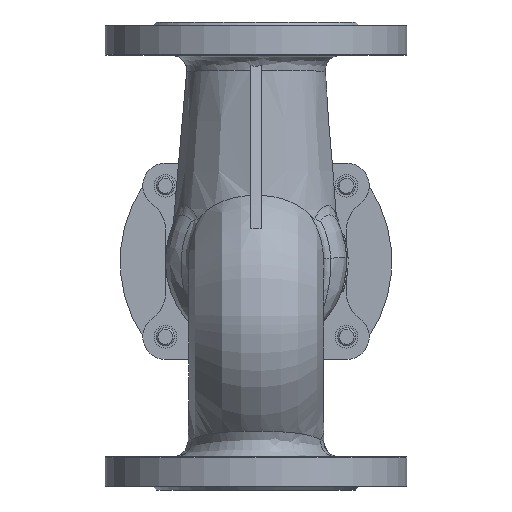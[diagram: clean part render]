
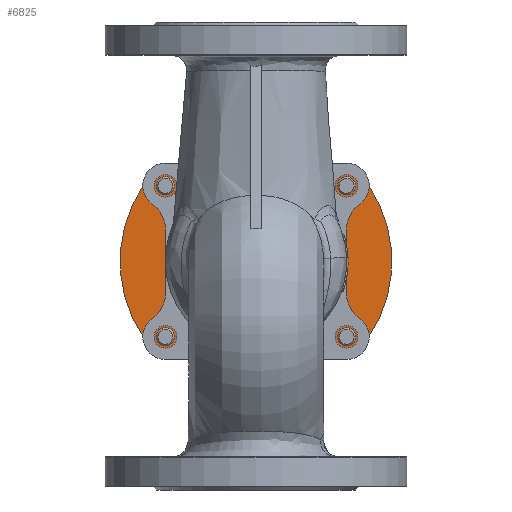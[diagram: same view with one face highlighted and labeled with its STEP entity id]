
A CAD part, front view. The second image highlights one B-rep face of the part: STEP entity #6825.
In plain terms, the highlighted planar face has unit normal (0, -1, 0).
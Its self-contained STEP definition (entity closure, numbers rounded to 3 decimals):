
#246=PLANE('',#7500);
#494=LINE('',#17042,#842);
#495=LINE('',#17044,#843);
#842=VECTOR('',#8748,10.);
#843=VECTOR('',#8751,10.);
#1199=FACE_BOUND('',#1858,.T.);
#1200=FACE_BOUND('',#1859,.T.);
#1201=FACE_BOUND('',#1860,.T.);
#1202=FACE_BOUND('',#1861,.T.);
#1426=FACE_OUTER_BOUND('',#1857,.T.);
#1857=EDGE_LOOP('',(#5244,#5245,#5246,#5247,#5248,#5249,#5250,#5251));
#1858=EDGE_LOOP('',(#5252));
#1859=EDGE_LOOP('',(#5253));
#1860=EDGE_LOOP('',(#5254));
#1861=EDGE_LOOP('',(#5255));
#2273=CIRCLE('',#7489,1.);
#2274=CIRCLE('',#7493,1.);
#2275=CIRCLE('',#7495,1.);
#2276=CIRCLE('',#7497,1.);
#2277=CIRCLE('',#7499,90.);
#2278=CIRCLE('',#7501,90.);
#2279=CIRCLE('',#7502,5.5);
#2280=CIRCLE('',#7503,5.5);
#2281=CIRCLE('',#7504,5.5);
#2282=CIRCLE('',#7505,5.5);
#3006=VERTEX_POINT('',#17010);
#3007=VERTEX_POINT('',#17011);
#3008=VERTEX_POINT('',#17022);
#3009=VERTEX_POINT('',#17023);
#3010=VERTEX_POINT('',#17028);
#3011=VERTEX_POINT('',#17029);
#3012=VERTEX_POINT('',#17034);
#3013=VERTEX_POINT('',#17035);
#3014=VERTEX_POINT('',#17045);
#3015=VERTEX_POINT('',#17047);
#3016=VERTEX_POINT('',#17049);
#3017=VERTEX_POINT('',#17051);
#3797=EDGE_CURVE('',#3006,#3007,#2273,.T.);
#3804=EDGE_CURVE('',#3008,#3009,#2274,.T.);
#3807=EDGE_CURVE('',#3010,#3011,#2275,.T.);
#3810=EDGE_CURVE('',#3012,#3013,#2276,.T.);
#3813=EDGE_CURVE('',#3006,#3009,#2277,.T.);
#3814=EDGE_CURVE('',#3008,#3013,#494,.T.);
#3815=EDGE_CURVE('',#3012,#3011,#2278,.T.);
#3816=EDGE_CURVE('',#3010,#3007,#495,.T.);
#3817=EDGE_CURVE('',#3014,#3014,#2279,.T.);
#3818=EDGE_CURVE('',#3015,#3015,#2280,.T.);
#3819=EDGE_CURVE('',#3016,#3016,#2281,.T.);
#3820=EDGE_CURVE('',#3017,#3017,#2282,.T.);
#5244=ORIENTED_EDGE('',*,*,#3797,.F.);
#5245=ORIENTED_EDGE('',*,*,#3813,.T.);
#5246=ORIENTED_EDGE('',*,*,#3804,.F.);
#5247=ORIENTED_EDGE('',*,*,#3814,.T.);
#5248=ORIENTED_EDGE('',*,*,#3810,.F.);
#5249=ORIENTED_EDGE('',*,*,#3815,.T.);
#5250=ORIENTED_EDGE('',*,*,#3807,.F.);
#5251=ORIENTED_EDGE('',*,*,#3816,.T.);
#5252=ORIENTED_EDGE('',*,*,#3817,.T.);
#5253=ORIENTED_EDGE('',*,*,#3818,.T.);
#5254=ORIENTED_EDGE('',*,*,#3819,.T.);
#5255=ORIENTED_EDGE('',*,*,#3820,.T.);
#6825=ADVANCED_FACE('',(#1426,#1199,#1200,#1201,#1202),#246,.T.);
#7489=AXIS2_PLACEMENT_3D('',#17012,#8712,#8713);
#7493=AXIS2_PLACEMENT_3D('',#17024,#8726,#8727);
#7495=AXIS2_PLACEMENT_3D('',#17030,#8732,#8733);
#7497=AXIS2_PLACEMENT_3D('',#17036,#8738,#8739);
#7499=AXIS2_PLACEMENT_3D('',#17040,#8744,#8745);
#7500=AXIS2_PLACEMENT_3D('',#17041,#8746,#8747);
#7501=AXIS2_PLACEMENT_3D('',#17043,#8749,#8750);
#7502=AXIS2_PLACEMENT_3D('',#17046,#8752,#8753);
#7503=AXIS2_PLACEMENT_3D('',#17048,#8754,#8755);
#7504=AXIS2_PLACEMENT_3D('',#17050,#8756,#8757);
#7505=AXIS2_PLACEMENT_3D('',#17052,#8758,#8759);
#8712=DIRECTION('center_axis',(0.,1.,0.));
#8713=DIRECTION('ref_axis',(0.923,0.,0.385));
#8726=DIRECTION('center_axis',(0.,1.,0.));
#8727=DIRECTION('ref_axis',(-0.923,0.,0.385));
#8732=DIRECTION('center_axis',(0.,1.,0.));
#8733=DIRECTION('ref_axis',(0.923,0.,-0.385));
#8738=DIRECTION('center_axis',(0.,1.,0.));
#8739=DIRECTION('ref_axis',(-0.923,0.,-0.385));
#8744=DIRECTION('center_axis',(0.,-1.,0.));
#8745=DIRECTION('ref_axis',(1.,0.,0.));
#8746=DIRECTION('center_axis',(0.,-1.,0.));
#8747=DIRECTION('ref_axis',(0.,0.,-1.));
#8748=DIRECTION('',(0.,0.,-1.));
#8749=DIRECTION('center_axis',(0.,-1.,0.));
#8750=DIRECTION('ref_axis',(1.,0.,0.));
#8751=DIRECTION('',(0.,0.,1.));
#8752=DIRECTION('center_axis',(0.,1.,0.));
#8753=DIRECTION('ref_axis',(-1.,0.,0.));
#8754=DIRECTION('center_axis',(0.,1.,0.));
#8755=DIRECTION('ref_axis',(-1.,0.,0.));
#8756=DIRECTION('center_axis',(0.,1.,0.));
#8757=DIRECTION('ref_axis',(-1.,0.,0.));
#8758=DIRECTION('center_axis',(0.,1.,0.));
#8759=DIRECTION('ref_axis',(-1.,0.,0.));
#17010=CARTESIAN_POINT('',(63.346,-495.,63.932));
#17011=CARTESIAN_POINT('',(63.642,-495.,63.222));
#17012=CARTESIAN_POINT('Origin',(62.642,-495.,63.222));
#17022=CARTESIAN_POINT('',(-63.642,-495.,63.222));
#17023=CARTESIAN_POINT('',(-63.346,-495.,63.932));
#17024=CARTESIAN_POINT('Origin',(-62.642,-495.,63.222));
#17028=CARTESIAN_POINT('',(63.642,-495.,-63.222));
#17029=CARTESIAN_POINT('',(63.346,-495.,-63.932));
#17030=CARTESIAN_POINT('Origin',(62.642,-495.,-63.222));
#17034=CARTESIAN_POINT('',(-63.346,-495.,-63.932));
#17035=CARTESIAN_POINT('',(-63.642,-495.,-63.222));
#17036=CARTESIAN_POINT('Origin',(-62.642,-495.,-63.222));
#17040=CARTESIAN_POINT('Origin',(0.,-495.,0.));
#17041=CARTESIAN_POINT('Origin',(0.,-495.,0.));
#17042=CARTESIAN_POINT('',(-63.642,-495.,109.504));
#17043=CARTESIAN_POINT('Origin',(0.,-495.,0.));
#17044=CARTESIAN_POINT('',(63.642,-495.,-109.504));
#17045=CARTESIAN_POINT('',(-44.5,-495.,60.));
#17046=CARTESIAN_POINT('Origin',(-50.,-495.,60.));
#17047=CARTESIAN_POINT('',(55.5,-495.,60.));
#17048=CARTESIAN_POINT('Origin',(50.,-495.,60.));
#17049=CARTESIAN_POINT('',(55.5,-495.,-60.));
#17050=CARTESIAN_POINT('Origin',(50.,-495.,-60.));
#17051=CARTESIAN_POINT('',(-44.5,-495.,-60.));
#17052=CARTESIAN_POINT('Origin',(-50.,-495.,-60.));
